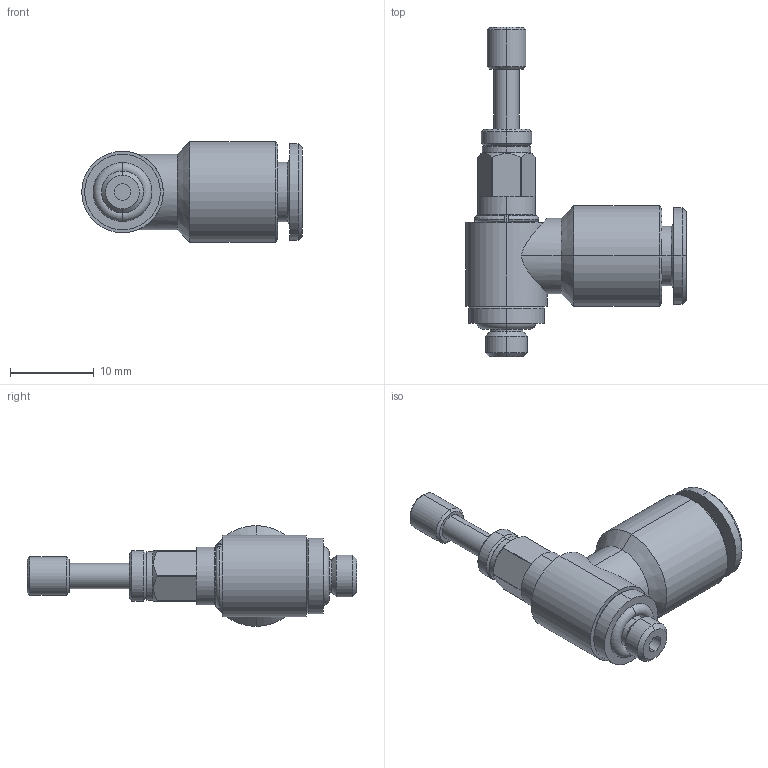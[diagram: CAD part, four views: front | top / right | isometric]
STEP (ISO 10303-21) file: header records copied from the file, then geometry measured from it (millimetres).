
FILE_DESCRIPTION (( 'STEP AP203' ), '1' );
FILE_NAME ('04260B30.STEP', '2010-04-30T15:27:02', ( '' ), ( 'sopra-pneumatic' ), 'SwSTEP 2.0', 'SolidWorks 2009', '' );
FILE_SCHEMA (( 'CONFIG_CONTROL_DESIGN' ));
Length unit declared in the file: millimetre
Products named in the file (1): 04260B30
Bounding box: 26.25 x 39.25 x 12 mm (x, y, z)
Volume: 2595.6 mm3; surface area: 2187.7 mm2
Topology: 2 solids, 4 shells, 103 faces, 215 edges, 132 vertices
Faces by surface type: cylinder 38, plane 31, cone 30, torus 4
Entity records: 2986 total; most frequent: CARTESIAN_POINT 654, DIRECTION 517, ORIENTED_EDGE 430, AXIS2_PLACEMENT_3D 217, EDGE_CURVE 215, VERTEX_POINT 132, EDGE_LOOP 115, CIRCLE 113
